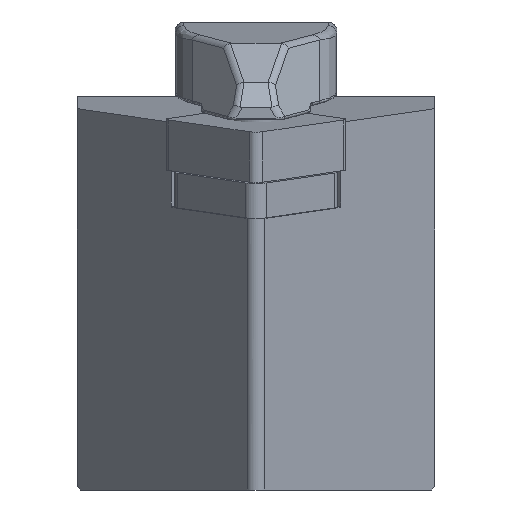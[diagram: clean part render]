
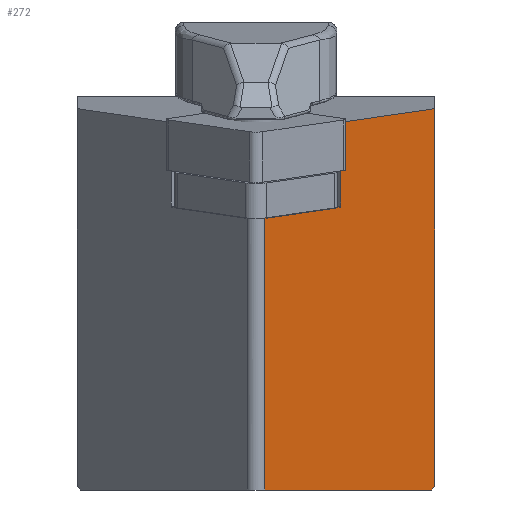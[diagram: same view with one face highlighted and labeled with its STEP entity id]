
A CAD part, left-side view. The second image highlights one B-rep face of the part: STEP entity #272.
In plain terms, the highlighted planar face has unit normal (-0.638, -0.766, -0.078).
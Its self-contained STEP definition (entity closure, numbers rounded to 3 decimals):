
#272=ADVANCED_FACE('',(#457),#398,.F.);
#398=PLANE('',#2245);
#457=FACE_OUTER_BOUND('',#579,.T.);
#579=EDGE_LOOP('',(#1100,#1101,#1102,#1103,#1104,#1105,#1106,#1107));
#703=LINE('',#3089,#877);
#709=LINE('',#3105,#883);
#715=LINE('',#3117,#889);
#736=LINE('',#3175,#910);
#737=LINE('',#3176,#911);
#738=LINE('',#3178,#912);
#739=LINE('',#3180,#913);
#740=LINE('',#3182,#914);
#877=VECTOR('',#2461,1.);
#883=VECTOR('',#2473,1.);
#889=VECTOR('',#2481,1.);
#910=VECTOR('',#2520,1.);
#911=VECTOR('',#2521,1.);
#912=VECTOR('',#2522,1.);
#913=VECTOR('',#2523,1.);
#914=VECTOR('',#2524,1.);
#1100=ORIENTED_EDGE('',*,*,#1893,.F.);
#1101=ORIENTED_EDGE('',*,*,#1855,.F.);
#1102=ORIENTED_EDGE('',*,*,#1894,.F.);
#1103=ORIENTED_EDGE('',*,*,#1895,.F.);
#1104=ORIENTED_EDGE('',*,*,#1896,.F.);
#1105=ORIENTED_EDGE('',*,*,#1897,.F.);
#1106=ORIENTED_EDGE('',*,*,#1868,.F.);
#1107=ORIENTED_EDGE('',*,*,#1862,.F.);
#1665=VERTEX_POINT('',#3087);
#1667=VERTEX_POINT('',#3090);
#1673=VERTEX_POINT('',#3104);
#1674=VERTEX_POINT('',#3106);
#1679=VERTEX_POINT('',#3118);
#1696=VERTEX_POINT('',#3177);
#1697=VERTEX_POINT('',#3179);
#1698=VERTEX_POINT('',#3181);
#1855=EDGE_CURVE('',#1665,#1667,#703,.T.);
#1862=EDGE_CURVE('',#1673,#1674,#709,.T.);
#1868=EDGE_CURVE('',#1674,#1679,#715,.T.);
#1893=EDGE_CURVE('',#1667,#1673,#736,.T.);
#1894=EDGE_CURVE('',#1696,#1665,#737,.T.);
#1895=EDGE_CURVE('',#1697,#1696,#738,.T.);
#1896=EDGE_CURVE('',#1698,#1697,#739,.T.);
#1897=EDGE_CURVE('',#1679,#1698,#740,.T.);
#2245=AXIS2_PLACEMENT_3D('',#3183,#2525,#2526);
#2461=DIRECTION('',(0.76,-0.643,0.093));
#2473=DIRECTION('',(0.76,-0.643,0.093));
#2481=DIRECTION('',(0.122,0.,-0.993));
#2520=DIRECTION('',(-0.122,0.,0.993));
#2521=DIRECTION('',(0.76,-0.643,0.093));
#2522=DIRECTION('',(-0.122,0.,0.993));
#2523=DIRECTION('',(-0.768,0.64,0.));
#2524=DIRECTION('',(-0.606,0.562,-0.562));
#2525=DIRECTION('',(0.638,0.766,0.078));
#2526=DIRECTION('',(-0.768,0.64,0.));
#3087=CARTESIAN_POINT('',(10.639,-23.328,-6.693));
#3089=CARTESIAN_POINT('',(20.897,-32.,-5.434));
#3090=CARTESIAN_POINT('',(10.927,-23.571,-6.658));
#3104=CARTESIAN_POINT('',(9.996,-23.571,0.925));
#3105=CARTESIAN_POINT('',(19.966,-32.,2.149));
#3106=CARTESIAN_POINT('',(19.966,-32.,2.149));
#3117=CARTESIAN_POINT('',(24.804,-32.,-37.255));
#3118=CARTESIAN_POINT('',(24.122,-32.,-31.7));
#3175=CARTESIAN_POINT('',(14.834,-23.571,-38.479));
#3176=CARTESIAN_POINT('',(20.897,-32.,-5.434));
#3177=CARTESIAN_POINT('',(2.877,-16.766,-7.646));
#3178=CARTESIAN_POINT('',(6.785,-16.766,-39.467));
#3179=CARTESIAN_POINT('',(5.868,-16.766,-32.));
#3180=CARTESIAN_POINT('',(24.54,-32.317,-32.));
#3181=CARTESIAN_POINT('',(23.799,-31.7,-32.));
#3182=CARTESIAN_POINT('',(22.479,-30.476,-33.224));
#3183=CARTESIAN_POINT('',(24.804,-32.,-37.255));
